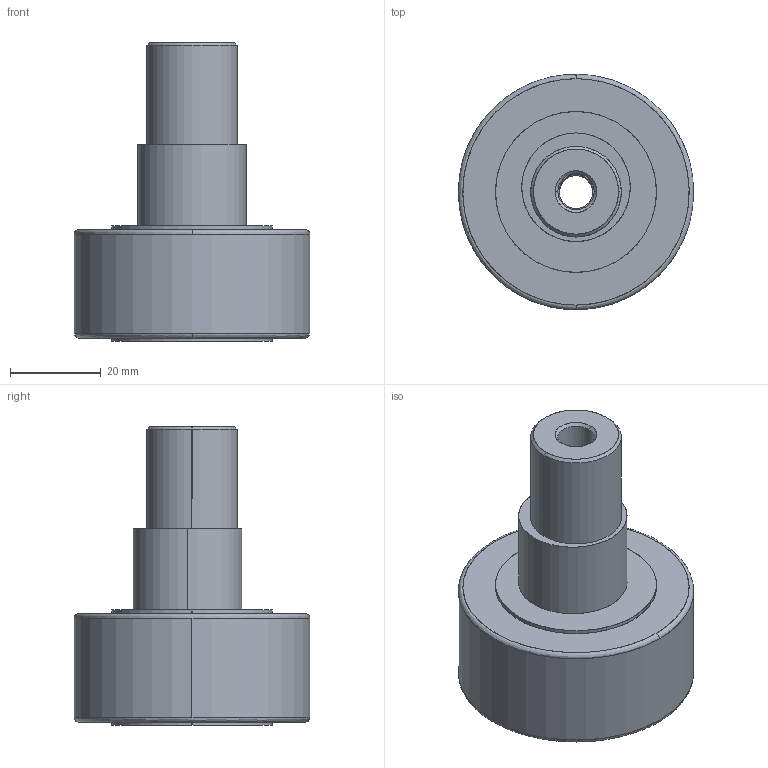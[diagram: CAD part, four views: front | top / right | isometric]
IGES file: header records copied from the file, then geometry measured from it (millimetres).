
Start section: SolidWorks IGES file using analytic representation for surfaces
Global section: file name: MCDEFAU081375092637.igs; native system: SolidWorks 2017; preprocessor: SolidWorks 2017; author: partstream; date: 170813.075011; units: millimetre
Bounding box: 52 x 52 x 66 mm (x, y, z)
Surface area: 12513.5 mm2 (no closed solid volume)
Topology: 0 solids, 0 shells, 44 faces, 1015 edges, 1020 vertices
Faces by surface type: revolution 28, bspline 16
